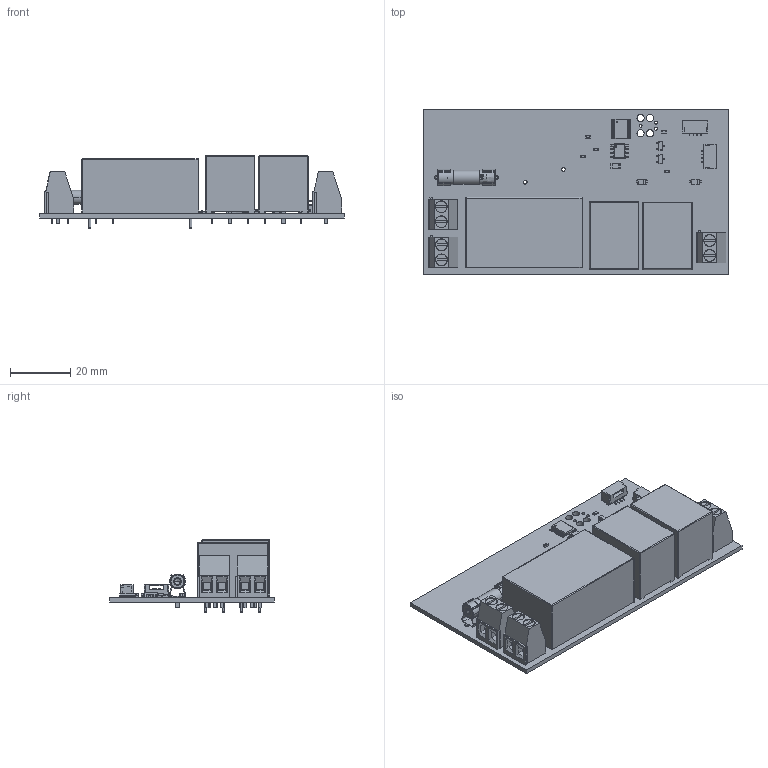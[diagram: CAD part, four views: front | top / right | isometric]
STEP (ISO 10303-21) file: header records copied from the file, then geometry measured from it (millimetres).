
FILE_DESCRIPTION(('KiCad electronic assembly'),'2;1');
FILE_NAME('iot_crockpot.step','2026-02-05T21:47:01',('Pcbnew'),('Kicad') ,'Open CASCADE STEP processor 7.9','KiCad to STEP converter','Unknown' );
FILE_SCHEMA(('AUTOMOTIVE_DESIGN { 1 0 10303 214 1 1 1 1 }'));
Length unit declared in the file: millimetre
Products named in the file (16): iot_crockpot 1; TSSOP-20_4.4x6.5mm_P0.65mm; C_0603_1608Metric; TerminalBlock_Phoenix_MKDS-1,5-2_1x02_P5.00mm_Horizontal; R_0603_1608Metric; SOIC-8_3.9x4.9mm_P1.27mm; Converter_ACDC_Hi-Link_HLK-5Mxx; SOT-23; Fuse_1206_3216Metric; D_SOD-123; Relay_SPDT_Omron-G5LE-1; Fuse_Holder; Fuse Clip; 3A Fuse; JST_GH_SM04B-GHS-TB_1x04-1MP_P1.25mm_Horizontal; iot_crockpot_PCB
Assembly tree (25 placements, depth 3):
  iot_crockpot 1
    TSSOP-20_4.4x6.5mm_P0.65mm
    C_0603_1608Metric  x2
    TerminalBlock_Phoenix_MKDS-1,5-2_1x02_P5.00mm_Horizontal  x3
    R_0603_1608Metric  x3
    SOIC-8_3.9x4.9mm_P1.27mm
    Converter_ACDC_Hi-Link_HLK-5Mxx
    SOT-23  x2
    Fuse_1206_3216Metric
    D_SOD-123  x2
    Relay_SPDT_Omron-G5LE-1  x2
    Fuse_Holder
      Fuse Clip  x2
      3A Fuse
    JST_GH_SM04B-GHS-TB_1x04-1MP_P1.25mm_Horizontal  x2
    iot_crockpot_PCB
Bounding box: 101.5 x 54.9 x 24 mm (x, y, z)
Volume: 41952.1 mm3; surface area: 26448.4 mm2
Topology: 27 solids, 27 shells, 1949 faces, 5137 edges, 3283 vertices
Faces by surface type: plane 1325, cylinder 321, bspline 287, sphere 12, torus 4
Full cylindrical faces by diameter (mm): 0.8 x4, 0.991 x3, 1 x4, 1.2 x6, 1.3 x16, 2.375 x4, 3.8 x6, 4 x6
Entity records: 47106 total; most frequent: CARTESIAN_POINT 8269, ORIENTED_EDGE 6453, DIRECTION 5479, EDGE_CURVE 3227, LINE 2341, VECTOR 2341, VERTEX_POINT 2070, AXIS2_PLACEMENT_3D 1569
